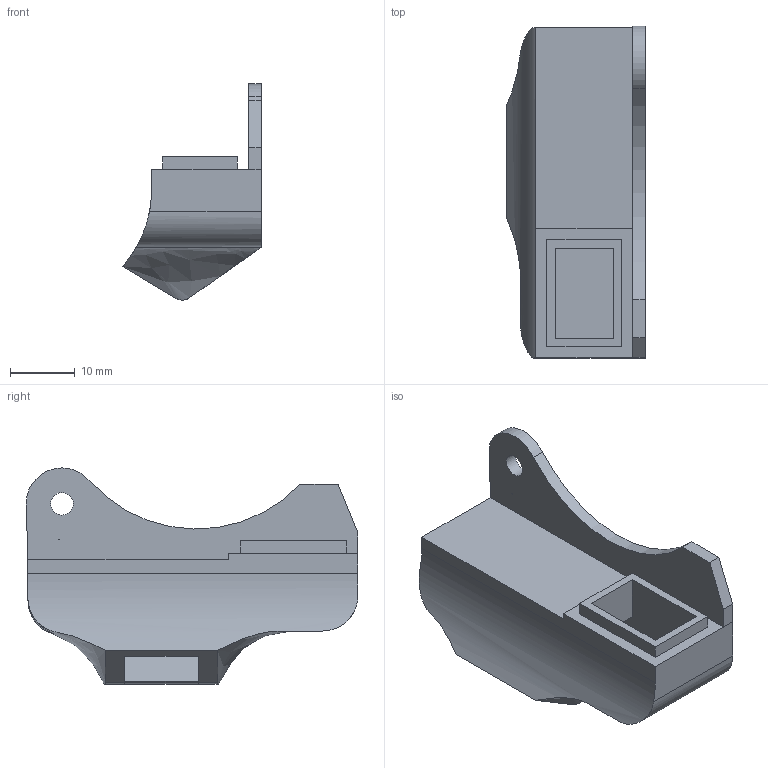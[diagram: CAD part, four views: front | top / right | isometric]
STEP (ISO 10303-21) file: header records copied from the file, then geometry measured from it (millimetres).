
FILE_DESCRIPTION(/* description */ (''),/* implementation_level */ '2;1');
FILE_NAME(/* name */ 'Fan Shroud.step',/* time_stamp */ '2018-04-17T21:26:13-04:00',/* author */ ('scottziv'),/* organization */ (''),/* preprocessor_version */ 'ST-DEVELOPER v16.13',/* originating_system */ 'Autodesk Translation Framework v6.5.0.72',/* authorisation */ '');
FILE_SCHEMA (('AUTOMOTIVE_DESIGN { 1 0 10303 214 3 1 1 }'));
Length unit declared in the file: millimetre
Products named in the file (2): Dc Extruder; Component32
Assembly tree (1 placements, depth 2):
  Dc Extruder
    Component32
Bounding box: 21.5 x 51.36 x 33.45 mm (x, y, z)
Volume: 10459.4 mm3; surface area: 6057.2 mm2
Topology: 1 solids, 1 shells, 50 faces, 138 edges, 91 vertices
Faces by surface type: plane 38, cylinder 9, bspline 3
Full cylindrical faces by diameter (mm): 3.5 x1
Entity records: 1834 total; most frequent: CARTESIAN_POINT 514, ORIENTED_EDGE 276, DIRECTION 235, EDGE_CURVE 138, LINE 109, VECTOR 109, VERTEX_POINT 91, AXIS2_PLACEMENT_3D 63
